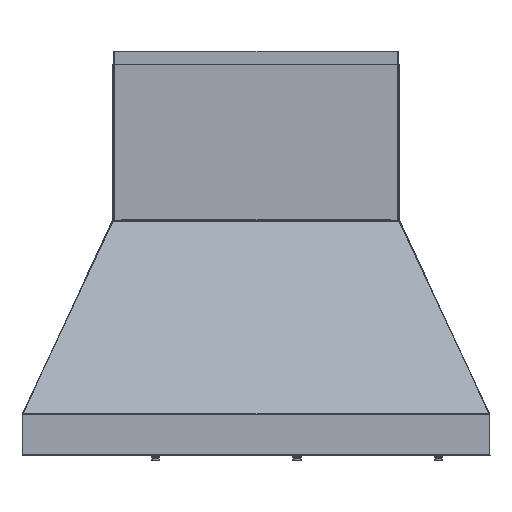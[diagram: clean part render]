
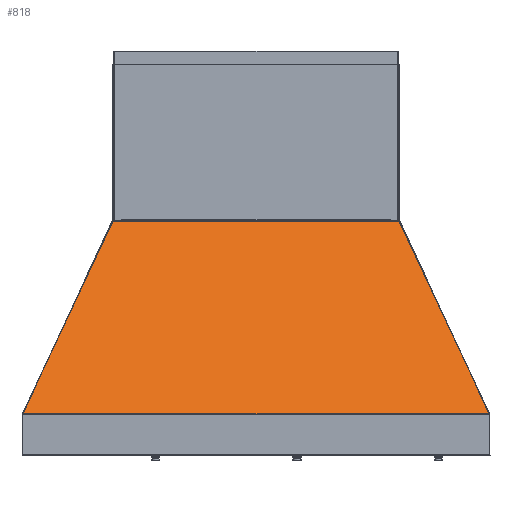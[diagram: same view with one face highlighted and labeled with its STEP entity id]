
A CAD part, top view. The second image highlights one B-rep face of the part: STEP entity #818.
In plain terms, the highlighted planar face has unit normal (0, 0.616, 0.787).
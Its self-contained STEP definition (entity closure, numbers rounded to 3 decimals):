
#818=ADVANCED_FACE('',(#3747),#45408,.T.);
#3747=FACE_OUTER_BOUND('',#6676,.T.);
#6676=EDGE_LOOP('',(#10108,#10109,#10110,#10111,#10112,#10113));
#10108=ORIENTED_EDGE('',*,*,#25273,.F.);
#10109=ORIENTED_EDGE('',*,*,#24796,.F.);
#10110=ORIENTED_EDGE('',*,*,#24795,.F.);
#10111=ORIENTED_EDGE('',*,*,#24794,.F.);
#10112=ORIENTED_EDGE('',*,*,#24785,.F.);
#10113=ORIENTED_EDGE('',*,*,#24792,.F.);
#24785=EDGE_CURVE('',#39519,#39520,#34611,.T.);
#24792=EDGE_CURVE('',#39524,#39519,#34618,.T.);
#24794=EDGE_CURVE('',#39520,#39526,#34620,.T.);
#24795=EDGE_CURVE('',#39526,#39527,#34621,.T.);
#24796=EDGE_CURVE('',#39527,#39528,#34622,.T.);
#25273=EDGE_CURVE('',#39528,#39524,#34972,.T.);
#34611=B_SPLINE_CURVE_WITH_KNOTS('',1,(#59481,#59482),.UNSPECIFIED.,.F.,
 .F.,(2,2),(0.,509.515),.UNSPECIFIED.);
#34618=B_SPLINE_CURVE_WITH_KNOTS('',1,(#59515,#59516),.UNSPECIFIED.,.F.,
 .F.,(2,2),(0.,909.197),.UNSPECIFIED.);
#34620=B_SPLINE_CURVE_WITH_KNOTS('',1,(#59519,#59520),.UNSPECIFIED.,.F.,
 .F.,(2,2),(-0.682,0.),.UNSPECIFIED.);
#34621=B_SPLINE_CURVE_WITH_KNOTS('',1,(#59521,#59522),.UNSPECIFIED.,.F.,
 .F.,(2,2),(0.,557.552),.UNSPECIFIED.);
#34622=B_SPLINE_CURVE_WITH_KNOTS('',1,(#59523,#59524),.UNSPECIFIED.,.F.,
 .F.,(2,2),(0.,0.682),.UNSPECIFIED.);
#34972=B_SPLINE_CURVE_WITH_KNOTS('',1,(#61172,#61173),.UNSPECIFIED.,.F.,
 .F.,(2,2),(0.,509.515),.UNSPECIFIED.);
#39519=VERTEX_POINT('',#58539);
#39520=VERTEX_POINT('',#58540);
#39524=VERTEX_POINT('',#58544);
#39526=VERTEX_POINT('',#58546);
#39527=VERTEX_POINT('',#58547);
#39528=VERTEX_POINT('',#58548);
#45408=PLANE('',#47484);
#47484=AXIS2_PLACEMENT_3D('',#50968,#49094,$);
#49094=DIRECTION('',(0.,0.616,0.788));
#50968=CARTESIAN_POINT('',(-545.771,-226.061,334.391));
#58539=CARTESIAN_POINT('',(-454.599,-188.12,304.703));
#58540=CARTESIAN_POINT('',(-278.776,188.5,10.));
#58544=CARTESIAN_POINT('',(454.599,-188.12,304.703));
#58546=CARTESIAN_POINT('',(-278.776,187.963,10.42));
#58547=CARTESIAN_POINT('',(278.776,187.963,10.42));
#58548=CARTESIAN_POINT('',(278.776,188.5,10.));
#59481=CARTESIAN_POINT('',(-454.599,-188.12,304.703));
#59482=CARTESIAN_POINT('',(-278.776,188.5,10.));
#59515=CARTESIAN_POINT('',(454.599,-188.12,304.703));
#59516=CARTESIAN_POINT('',(-454.599,-188.12,304.703));
#59519=CARTESIAN_POINT('',(-278.776,188.5,10.));
#59520=CARTESIAN_POINT('',(-278.776,187.963,10.42));
#59521=CARTESIAN_POINT('',(-278.776,187.963,10.42));
#59522=CARTESIAN_POINT('',(278.776,187.963,10.42));
#59523=CARTESIAN_POINT('',(278.776,187.963,10.42));
#59524=CARTESIAN_POINT('',(278.776,188.5,10.));
#61172=CARTESIAN_POINT('',(278.776,188.5,10.));
#61173=CARTESIAN_POINT('',(454.599,-188.12,304.703));
